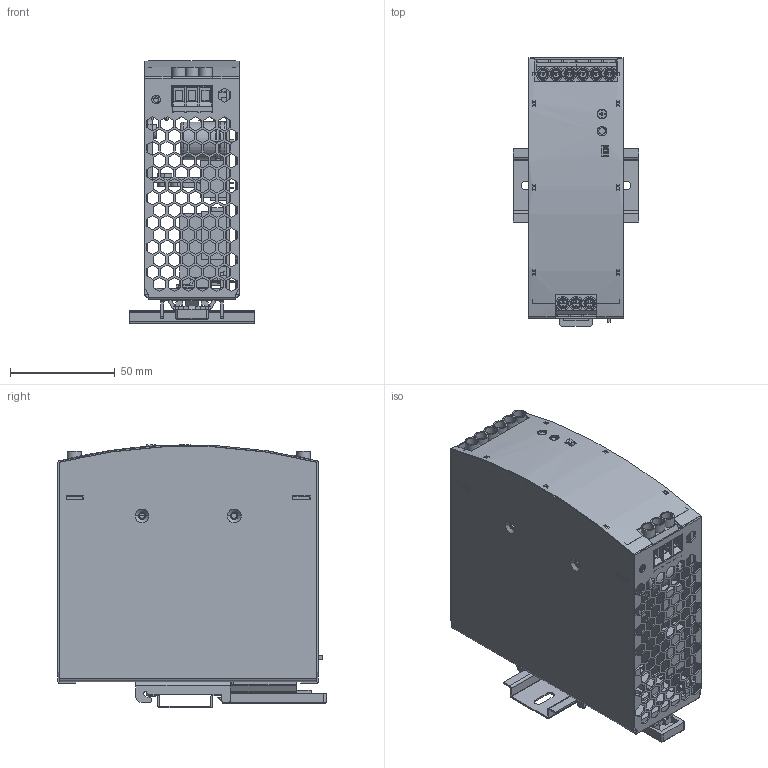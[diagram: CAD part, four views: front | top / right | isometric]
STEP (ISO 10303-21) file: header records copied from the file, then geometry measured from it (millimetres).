
FILE_DESCRIPTION((''),'2;1');
FILE_NAME('DG-240-24_ASM','2016-02-16T',('huangxiaodong'),(''),'PRO/ENGINEER BY PARAMETRIC TECHNOLOGY CORPORATION, 2010480','PRO/ENGINEER BY PARAMETRIC TECHNOLOGY CORPORATION, 2010480','');
FILE_SCHEMA(('AUTOMOTIVE_DESIGN_CC2 { 1 2 10303 214 -1 1 5 2 }'));
Products named in the file (66): 130100060927; 130100060927_ASM; 130100060827; 140101039201; 140101039301; 140101039401; 140101039501; 140101039601; DG-240-24_CHASSIS_ASM; GUAER; SUJIAOJIAN; 3-31TANHUANG; 131400005701_ASM; DG-240-24_A-REV1_1; CL-105J450V_10; T-PQ-32-12P-30; C-12_5_5; T-EE1608; TO-220ABI_2_7FAB; SOT-23-S; CL-5-AI; SOD-323; R-2W20-AI; RC2512_W; TO-220AC_3IR; DB-US8KB80R; SK-12D07; LED-3P; TO-220ABI_3_5; C-16_7_5AA; RV3362-M; C-18_7_5; H2A; R1206-N; SMCAA; MARK2; CE8_3_5H; DO-214AC_SMA__REFLOW; V1_0; DG-240-24_A-REV1_1_ASM ...
Assembly tree (100 placements, depth 4):
  DG-240-24_ASM
    DG-240-24_CHASSIS_ASM
      130100060927_ASM
        130100060927
      130100060827
      140101039201
      140101039301
      140101039401
      140101039501
      140101039601
    131400005701_ASM
      GUAER
      SUJIAOJIAN
      3-31TANHUANG
    DG-240-24_PCB_ASM
      DG-240-24_A-REV1_1_ASM
        DG-240-24_A-REV1_1
        CL-105J450V_10
        T-PQ-32-12P-30
        C-12_5_5  x2
        T-EE1608
        TO-220ABI_2_7FAB  x2
        SOT-23-S  x11
        CL-5-AI  x2
        SOD-323  x6
        R-2W20-AI
        RC2512_W
        TO-220AC_3IR
        DB-US8KB80R
        SK-12D07
        LED-3P
        TO-220ABI_3_5  x3
        C-16_7_5AA
        RV3362-M
        C-18_7_5
        H2A
        R1206-N
        SMCAA
        MARK2
        CE8_3_5H  x2
        DO-214AC_SMA__REFLOW  x2
        V1_0  x4
      DG-240-24_B-REV1_0_ASM
        DG-240-24_B-REV1_0
        RLY-8P_HFD4
        CX-223_7_5-MKP62  x2
        CX-105MKP62-P22_5-2009
        ZV-14511-AI
        L-T18X10X8-1_0X3
        PIN5_5X2-A  x2
        CY-Y2-P7_5-2011K  x4
        CX-474MKP62-P15-2009
        PIN3_5X2-A  x2
        PIN7_5X2-A  x2
        RT-5_7_5
        C-10_5-AI
        F-P5_08T
        PE_4P  x2
        L1-28_15-21
        WJ635-3P  x3
Bounding box: 60 x 127.7 x 125.72 mm (x, y, z)
Volume: 199818.5 mm3; surface area: 256795.4 mm2
Topology: 97 solids, 115 shells, 4117 faces, 10932 edges, 7066 vertices
Faces by surface type: plane 3106, cylinder 861, cone 62, bspline 50, torus 32, sphere 6
Entity records: 138441 total; most frequent: CARTESIAN_POINT 26672, ORIENTED_EDGE 17712, DIRECTION 17460, EDGE_CURVE 8892, PRESENTATION_STYLE_ASSIGNMENT 7945, STYLED_ITEM 7897, CURVE_STYLE 7859, VECTOR 7066
